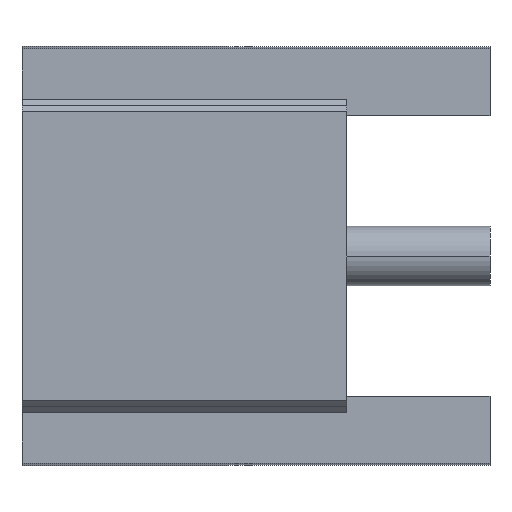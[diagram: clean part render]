
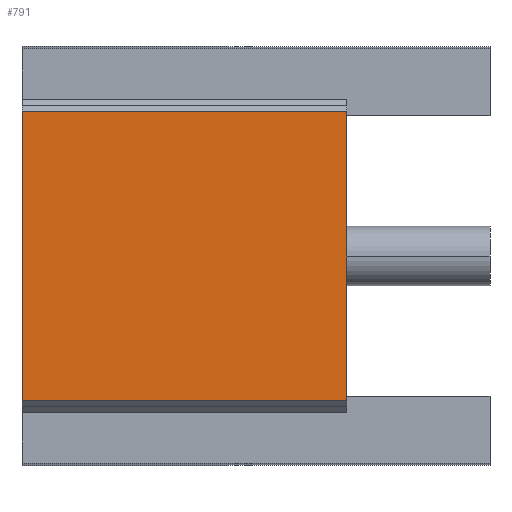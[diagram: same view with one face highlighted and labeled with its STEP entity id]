
A CAD part, front view. The second image highlights one B-rep face of the part: STEP entity #791.
In plain terms, the highlighted planar face has unit normal (0, -1, 0).
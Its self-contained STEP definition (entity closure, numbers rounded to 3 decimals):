
#121=DIRECTION('',(0.,0.,-1.));
#122=VECTOR('',#121,4.612);
#123=CARTESIAN_POINT('',(0.,-2.43,2.306));
#124=LINE('',#123,#122);
#171=DIRECTION('',(1.,0.,0.));
#172=VECTOR('',#171,5.19);
#173=CARTESIAN_POINT('',(0.,-2.43,2.306));
#174=LINE('',#173,#172);
#175=DIRECTION('',(0.,0.,-1.));
#176=VECTOR('',#175,4.612);
#177=CARTESIAN_POINT('',(5.19,-2.43,2.306));
#178=LINE('',#177,#176);
#183=DIRECTION('',(1.,0.,0.));
#184=VECTOR('',#183,5.19);
#185=CARTESIAN_POINT('',(0.,-2.43,-2.306));
#186=LINE('',#185,#184);
#479=CARTESIAN_POINT('',(0.,-2.43,2.306));
#480=CARTESIAN_POINT('',(0.,-2.43,-2.306));
#481=VERTEX_POINT('',#479);
#482=VERTEX_POINT('',#480);
#495=CARTESIAN_POINT('',(5.19,-2.43,2.306));
#496=VERTEX_POINT('',#495);
#497=CARTESIAN_POINT('',(5.19,-2.43,-2.306));
#498=VERTEX_POINT('',#497);
#779=CARTESIAN_POINT('',(0.,-2.43,2.306));
#780=DIRECTION('',(0.,1.,0.));
#781=DIRECTION('',(0.,0.,-1.));
#782=AXIS2_PLACEMENT_3D('',#779,#780,#781);
#783=PLANE('',#782);
#784=ORIENTED_EDGE('',*,*,#706,.T.);
#786=ORIENTED_EDGE('',*,*,#785,.F.);
#787=ORIENTED_EDGE('',*,*,#743,.F.);
#788=ORIENTED_EDGE('',*,*,#773,.T.);
#789=EDGE_LOOP('',(#784,#786,#787,#788));
#790=FACE_OUTER_BOUND('',#789,.F.);
#791=ADVANCED_FACE('',(#790),#783,.F.);
#706=EDGE_CURVE('',#496,#498,#178,.T.);
#743=EDGE_CURVE('',#481,#482,#124,.T.);
#773=EDGE_CURVE('',#481,#496,#174,.T.);
#785=EDGE_CURVE('',#482,#498,#186,.T.);
